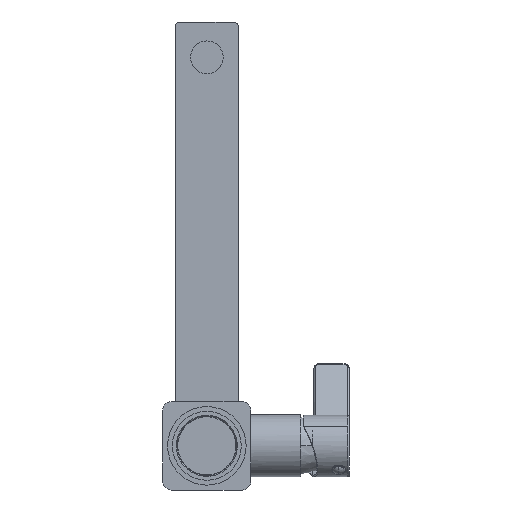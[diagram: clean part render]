
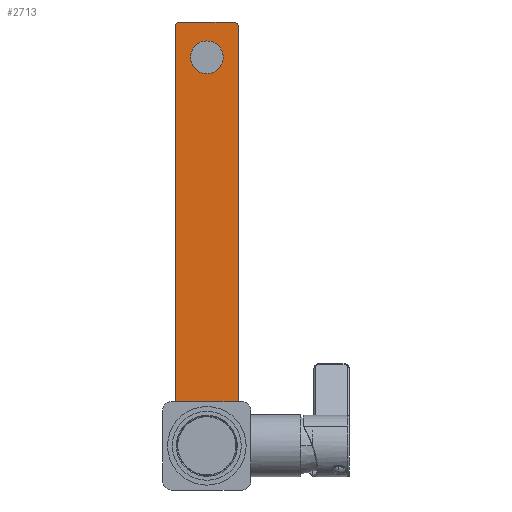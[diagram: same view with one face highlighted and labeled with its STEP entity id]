
A CAD part, front view. The second image highlights one B-rep face of the part: STEP entity #2713.
In plain terms, the highlighted planar face has unit normal (0, -1, 0).
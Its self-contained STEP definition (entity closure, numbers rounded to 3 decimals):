
#650=CARTESIAN_POINT('',(0.,270.8,0.));
#651=DIRECTION('',(0.,1.,0.));
#652=DIRECTION('',(1.,0.,0.));
#653=AXIS2_PLACEMENT_3D('',#650,#651,#652);
#659=CARTESIAN_POINT('',(15.,270.8,237.));
#660=DIRECTION('',(0.,-1.,0.));
#661=DIRECTION('',(1.,0.,0.));
#662=AXIS2_PLACEMENT_3D('',#659,#660,#661);
#664=CARTESIAN_POINT('',(0.,270.8,0.));
#665=DIRECTION('',(0.,1.,0.));
#666=DIRECTION('',(1.,0.,0.));
#667=AXIS2_PLACEMENT_3D('',#664,#665,#666);
#669=DIRECTION('',(0.,0.,1.));
#670=VECTOR('',#669,237.);
#671=CARTESIAN_POINT('',(-18.,270.8,0.));
#672=LINE('',#671,#670);
#673=CARTESIAN_POINT('',(-15.,270.8,237.));
#674=DIRECTION('',(0.,-1.,0.));
#675=DIRECTION('',(0.,0.,1.));
#676=AXIS2_PLACEMENT_3D('',#673,#674,#675);
#678=CARTESIAN_POINT('',(0.,270.8,220.));
#679=DIRECTION('',(0.,1.,0.));
#680=DIRECTION('',(1.,0.,0.));
#681=AXIS2_PLACEMENT_3D('',#678,#679,#680);
#683=CARTESIAN_POINT('',(0.,270.8,220.));
#684=DIRECTION('',(0.,-1.,0.));
#685=DIRECTION('',(1.,0.,0.));
#686=AXIS2_PLACEMENT_3D('',#683,#684,#685);
#711=DIRECTION('',(1.,0.,0.));
#712=VECTOR('',#711,30.);
#713=CARTESIAN_POINT('',(-15.,270.8,240.));
#714=LINE('',#713,#712);
#743=DIRECTION('',(0.,0.,1.));
#744=VECTOR('',#743,237.);
#745=CARTESIAN_POINT('',(18.,270.8,0.));
#746=LINE('',#745,#744);
#855=CARTESIAN_POINT('',(0.,270.8,0.));
#856=DIRECTION('',(0.,1.,0.));
#857=DIRECTION('',(-1.,0.,0.));
#858=AXIS2_PLACEMENT_3D('',#855,#856,#857);
#1583=CARTESIAN_POINT('',(18.,270.8,237.));
#1584=VERTEX_POINT('',#1583);
#1585=CARTESIAN_POINT('',(15.,270.8,240.));
#1586=VERTEX_POINT('',#1585);
#1587=CARTESIAN_POINT('',(-15.,270.8,240.));
#1588=CARTESIAN_POINT('',(-18.,270.8,237.));
#1589=VERTEX_POINT('',#1587);
#1590=VERTEX_POINT('',#1588);
#1597=CARTESIAN_POINT('',(-18.,270.8,0.));
#1598=VERTEX_POINT('',#1597);
#1599=CARTESIAN_POINT('',(18.,270.8,0.));
#1600=VERTEX_POINT('',#1599);
#1608=CARTESIAN_POINT('',(9.25,270.8,220.));
#1610=VERTEX_POINT('',#1608);
#1612=CARTESIAN_POINT('',(-9.25,270.8,220.));
#1614=VERTEX_POINT('',#1612);
#1723=CARTESIAN_POINT('',(17.,270.8,0.));
#1724=CARTESIAN_POINT('',(-17.,270.8,0.));
#1725=VERTEX_POINT('',#1723);
#1726=VERTEX_POINT('',#1724);
#2683=CARTESIAN_POINT('',(-18.,270.8,-18.));
#2684=DIRECTION('',(0.,-1.,0.));
#2685=DIRECTION('',(1.,0.,0.));
#2686=AXIS2_PLACEMENT_3D('',#2683,#2684,#2685);
#2687=PLANE('',#2686);
#2689=ORIENTED_EDGE('',*,*,#2688,.F.);
#2691=ORIENTED_EDGE('',*,*,#2690,.F.);
#2693=ORIENTED_EDGE('',*,*,#2692,.T.);
#2695=ORIENTED_EDGE('',*,*,#2694,.T.);
#2697=ORIENTED_EDGE('',*,*,#2696,.F.);
#2699=ORIENTED_EDGE('',*,*,#2698,.T.);
#2700=EDGE_LOOP('',(#2689,#2691,#2693,#2695,#2697,#2699));
#2701=FACE_OUTER_BOUND('',#2700,.F.);
#2703=ORIENTED_EDGE('',*,*,#2702,.F.);
#2705=ORIENTED_EDGE('',*,*,#2704,.T.);
#2706=EDGE_LOOP('',(#2703,#2705));
#2707=FACE_BOUND('',#2706,.F.);
#2708=ORIENTED_EDGE('',*,*,#2666,.F.);
#2710=ORIENTED_EDGE('',*,*,#2709,.F.);
#2711=EDGE_LOOP('',(#2708,#2710));
#2712=FACE_BOUND('',#2711,.F.);
#2713=ADVANCED_FACE('',(#2701,#2707,#2712),#2687,.T.);
#654=CIRCLE('',#653,17.);
#663=CIRCLE('',#662,3.);
#668=CIRCLE('',#667,18.);
#677=CIRCLE('',#676,3.);
#682=CIRCLE('',#681,9.25);
#687=CIRCLE('',#686,9.25);
#859=CIRCLE('',#858,17.);
#2666=EDGE_CURVE('',#1725,#1726,#654,.T.);
#2688=EDGE_CURVE('',#1584,#1586,#663,.T.);
#2690=EDGE_CURVE('',#1600,#1584,#746,.T.);
#2692=EDGE_CURVE('',#1600,#1598,#668,.T.);
#2694=EDGE_CURVE('',#1598,#1590,#672,.T.);
#2696=EDGE_CURVE('',#1589,#1590,#677,.T.);
#2698=EDGE_CURVE('',#1589,#1586,#714,.T.);
#2702=EDGE_CURVE('',#1610,#1614,#682,.T.);
#2704=EDGE_CURVE('',#1610,#1614,#687,.T.);
#2709=EDGE_CURVE('',#1726,#1725,#859,.T.);
